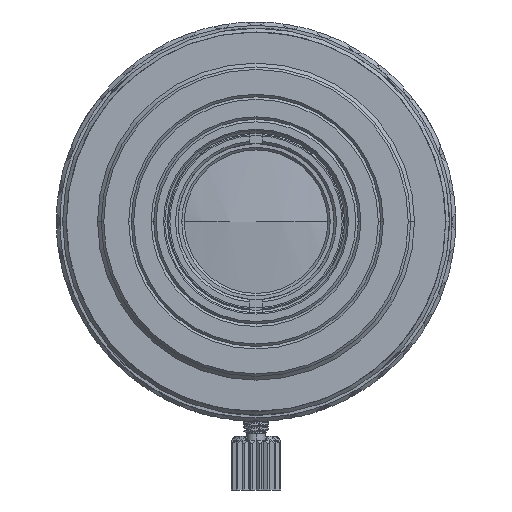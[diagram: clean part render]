
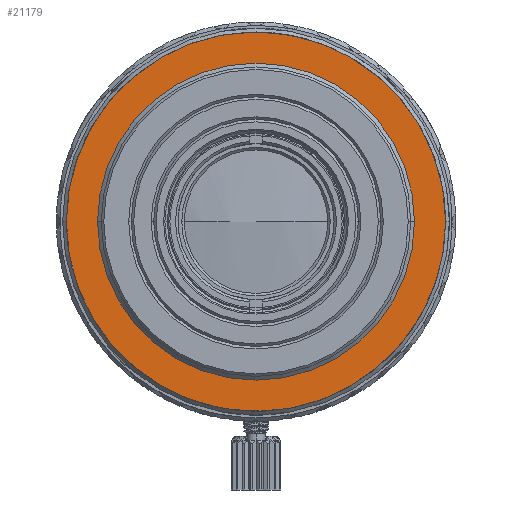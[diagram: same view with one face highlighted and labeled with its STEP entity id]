
A CAD part, front view. The second image highlights one B-rep face of the part: STEP entity #21179.
In plain terms, the highlighted planar face has unit normal (0, -1, 0).
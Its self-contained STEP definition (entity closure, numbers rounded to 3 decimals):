
#21133 = EDGE_CURVE('',#21134,#21136,#21138,.T.);
#21134 = VERTEX_POINT('',#21135);
#21135 = CARTESIAN_POINT('',(-15.2,5.,0.));
#21136 = VERTEX_POINT('',#21137);
#21137 = CARTESIAN_POINT('',(15.2,5.,0.));
#21138 = CIRCLE('',#21139,15.2);
#21139 = AXIS2_PLACEMENT_3D('',#21140,#21141,#21142);
#21140 = CARTESIAN_POINT('',(0.,5.,0.));
#21141 = DIRECTION('',(0.,1.,0.));
#21142 = DIRECTION('',(-1.,0.,0.));
#21167 = EDGE_CURVE('',#21136,#21134,#21168,.T.);
#21168 = CIRCLE('',#21169,15.2);
#21169 = AXIS2_PLACEMENT_3D('',#21170,#21171,#21172);
#21170 = CARTESIAN_POINT('',(0.,5.,0.));
#21171 = DIRECTION('',(-0.,1.,0.));
#21172 = DIRECTION('',(1.,0.,0.));
#21179 = ADVANCED_FACE('',(#21180,#21184),#21204,.T.);
#21180 = FACE_BOUND('',#21181,.F.);
#21181 = EDGE_LOOP('',(#21182,#21183));
#21182 = ORIENTED_EDGE('',*,*,#21167,.T.);
#21183 = ORIENTED_EDGE('',*,*,#21133,.T.);
#21184 = FACE_BOUND('',#21185,.F.);
#21185 = EDGE_LOOP('',(#21186,#21197));
#21186 = ORIENTED_EDGE('',*,*,#21187,.T.);
#21187 = EDGE_CURVE('',#21188,#21190,#21192,.T.);
#21188 = VERTEX_POINT('',#21189);
#21189 = CARTESIAN_POINT('',(12.2,5.,0.));
#21190 = VERTEX_POINT('',#21191);
#21191 = CARTESIAN_POINT('',(-12.2,5.,0.));
#21192 = CIRCLE('',#21193,12.2);
#21193 = AXIS2_PLACEMENT_3D('',#21194,#21195,#21196);
#21194 = CARTESIAN_POINT('',(0.,5.,0.));
#21195 = DIRECTION('',(0.,-1.,0.));
#21196 = DIRECTION('',(1.,0.,0.));
#21197 = ORIENTED_EDGE('',*,*,#21198,.T.);
#21198 = EDGE_CURVE('',#21190,#21188,#21199,.T.);
#21199 = CIRCLE('',#21200,12.2);
#21200 = AXIS2_PLACEMENT_3D('',#21201,#21202,#21203);
#21201 = CARTESIAN_POINT('',(0.,5.,0.));
#21202 = DIRECTION('',(0.,-1.,0.));
#21203 = DIRECTION('',(-1.,0.,0.));
#21204 = PLANE('',#21205);
#21205 = AXIS2_PLACEMENT_3D('',#21206,#21207,#21208);
#21206 = CARTESIAN_POINT('',(0.,5.,0.));
#21207 = DIRECTION('',(0.,-1.,0.));
#21208 = DIRECTION('',(-1.,0.,0.));
